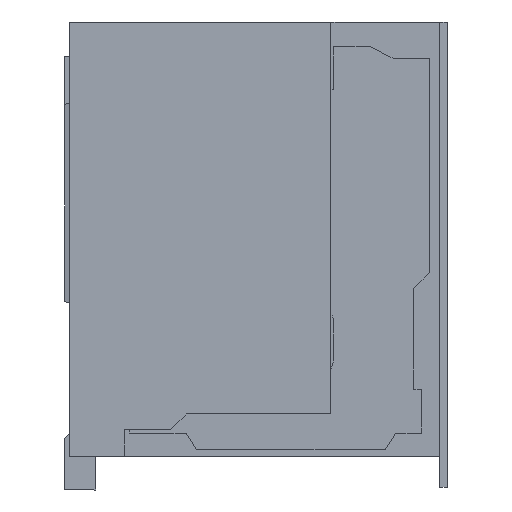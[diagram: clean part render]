
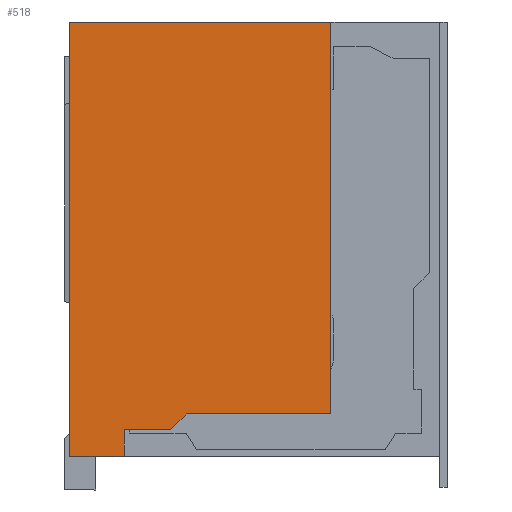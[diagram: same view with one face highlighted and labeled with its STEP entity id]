
A CAD part, left-side view. The second image highlights one B-rep face of the part: STEP entity #518.
In plain terms, the highlighted planar face has unit normal (-1, 0, 0).
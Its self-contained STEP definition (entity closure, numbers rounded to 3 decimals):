
#66=FACE_OUTER_BOUND('',#1523,.T.);
#518=ADVANCED_FACE('',(#66),#974,.T.);
#974=PLANE('',#9357);
#1523=EDGE_LOOP('',(#2229,#2230,#2231,#2232,#2233,#2234,#2235,#2236));
#2229=ORIENTED_EDGE('',*,*,#5691,.T.);
#2230=ORIENTED_EDGE('',*,*,#5692,.T.);
#2231=ORIENTED_EDGE('',*,*,#5688,.T.);
#2232=ORIENTED_EDGE('',*,*,#5693,.F.);
#2233=ORIENTED_EDGE('',*,*,#5671,.F.);
#2234=ORIENTED_EDGE('',*,*,#5694,.T.);
#2235=ORIENTED_EDGE('',*,*,#5695,.T.);
#2236=ORIENTED_EDGE('',*,*,#5696,.T.);
#4797=VERTEX_POINT('',#12468);
#4798=VERTEX_POINT('',#12470);
#4810=VERTEX_POINT('',#12499);
#4811=VERTEX_POINT('',#12501);
#4813=VERTEX_POINT('',#12507);
#4814=VERTEX_POINT('',#12508);
#4815=VERTEX_POINT('',#12512);
#4816=VERTEX_POINT('',#12514);
#5671=EDGE_CURVE('',#4797,#4798,#6973,.T.);
#5688=EDGE_CURVE('',#4811,#4810,#6990,.T.);
#5691=EDGE_CURVE('',#4813,#4814,#6993,.T.);
#5692=EDGE_CURVE('',#4814,#4811,#6994,.T.);
#5693=EDGE_CURVE('',#4798,#4810,#6995,.T.);
#5694=EDGE_CURVE('',#4797,#4815,#6996,.T.);
#5695=EDGE_CURVE('',#4815,#4816,#6997,.T.);
#5696=EDGE_CURVE('',#4816,#4813,#6998,.T.);
#6973=LINE('',#12469,#8265);
#6990=LINE('',#12500,#8282);
#6993=LINE('',#12506,#8285);
#6994=LINE('',#12509,#8286);
#6995=LINE('',#12510,#8287);
#6996=LINE('',#12511,#8288);
#6997=LINE('',#12513,#8289);
#6998=LINE('',#12515,#8290);
#8265=VECTOR('',#10046,1.);
#8282=VECTOR('',#10065,1.);
#8285=VECTOR('',#10070,1.);
#8286=VECTOR('',#10071,1.);
#8287=VECTOR('',#10072,1.);
#8288=VECTOR('',#10073,1.);
#8289=VECTOR('',#10074,1.);
#8290=VECTOR('',#10075,1.);
#9357=AXIS2_PLACEMENT_3D('',#12516,#10076,#10077);
#10046=DIRECTION('',(0.,1.,0.));
#10065=DIRECTION('',(0.,1.,0.));
#10070=DIRECTION('',(0.,-1.,0.));
#10071=DIRECTION('',(0.,0.,1.));
#10072=DIRECTION('',(0.,0.,1.));
#10073=DIRECTION('',(0.,0.,1.));
#10074=DIRECTION('',(0.,-1.,0.));
#10075=DIRECTION('',(0.,-0.707,0.707));
#10076=DIRECTION('',(-1.,0.,0.));
#10077=DIRECTION('',(0.,0.,1.));
#12468=CARTESIAN_POINT('',(-11.675,8.05,-4.125));
#12469=CARTESIAN_POINT('',(-11.675,9.1,-4.125));
#12470=CARTESIAN_POINT('',(-11.675,9.1,-4.125));
#12499=CARTESIAN_POINT('',(-11.675,9.1,4.275));
#12500=CARTESIAN_POINT('',(-11.675,9.1,4.275));
#12501=CARTESIAN_POINT('',(-11.675,4.05,4.275));
#12506=CARTESIAN_POINT('',(-11.675,6.85,-3.305));
#12507=CARTESIAN_POINT('',(-11.675,6.85,-3.305));
#12508=CARTESIAN_POINT('',(-11.675,4.05,-3.305));
#12509=CARTESIAN_POINT('',(-11.675,4.05,-3.305));
#12510=CARTESIAN_POINT('',(-11.675,9.1,4.275));
#12511=CARTESIAN_POINT('',(-11.675,8.05,-4.125));
#12512=CARTESIAN_POINT('',(-11.675,8.05,-3.605));
#12513=CARTESIAN_POINT('',(-11.675,8.05,-3.605));
#12514=CARTESIAN_POINT('',(-11.675,7.15,-3.605));
#12515=CARTESIAN_POINT('',(-11.675,7.15,-3.605));
#12516=CARTESIAN_POINT('',(-11.675,9.1,4.275));
